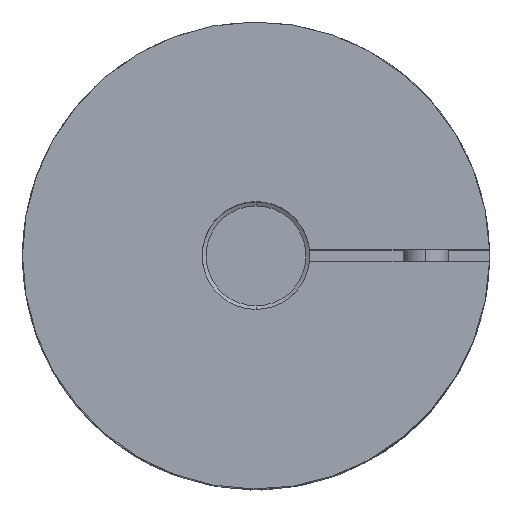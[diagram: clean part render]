
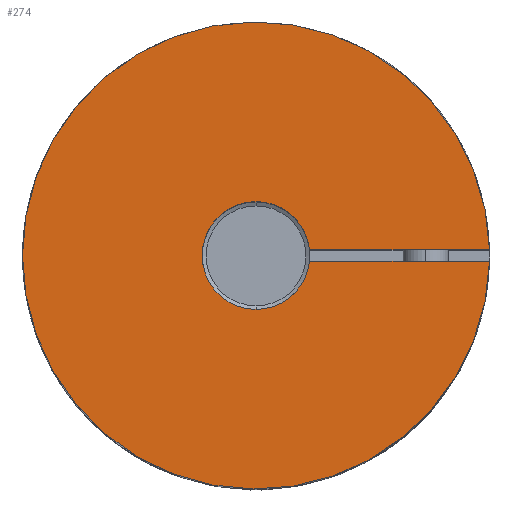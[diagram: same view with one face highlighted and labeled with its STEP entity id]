
A CAD part, top view. The second image highlights one B-rep face of the part: STEP entity #274.
In plain terms, the highlighted planar face has unit normal (0, 0, 1).
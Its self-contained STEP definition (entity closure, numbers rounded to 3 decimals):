
#274=ADVANCED_FACE('',(#605),#606,.T.);
#605=FACE_OUTER_BOUND('',#907,.T.);
#606=PLANE('',#908);
#907=EDGE_LOOP('',(#1413,#1414,#1415,#1416,#1417,#1418,#1419));
#908=AXIS2_PLACEMENT_3D('',#1420,#1421,#1422);
#1413=ORIENTED_EDGE('',*,*,#2267,.T.);
#1414=ORIENTED_EDGE('',*,*,#2219,.T.);
#1415=ORIENTED_EDGE('',*,*,#2272,.T.);
#1416=ORIENTED_EDGE('',*,*,#2216,.T.);
#1417=ORIENTED_EDGE('',*,*,#2271,.T.);
#1418=ORIENTED_EDGE('',*,*,#2177,.T.);
#1419=ORIENTED_EDGE('',*,*,#2273,.T.);
#1420=CARTESIAN_POINT('',(0.0,0.0,25.4));
#1421=DIRECTION('',(0.0,0.0,1.0));
#1422=DIRECTION('',(1.0,0.0,0.0));
#2177=EDGE_CURVE('',#2541,#2538,#2542,.T.);
#2216=EDGE_CURVE('',#2612,#2616,#2618,.T.);
#2219=EDGE_CURVE('',#2623,#2621,#2624,.T.);
#2267=EDGE_CURVE('',#2701,#2623,#2702,.T.);
#2271=EDGE_CURVE('',#2616,#2541,#2706,.T.);
#2272=EDGE_CURVE('',#2621,#2612,#2707,.T.);
#2273=EDGE_CURVE('',#2538,#2701,#2708,.T.);
#2538=VERTEX_POINT('',#2980);
#2541=VERTEX_POINT('',#2984);
#2542=CIRCLE('',#2985,20.65);
#2612=VERTEX_POINT('',#3163);
#2616=VERTEX_POINT('',#3168);
#2618=CIRCLE('',#3171,4.765);
#2621=VERTEX_POINT('',#3175);
#2623=VERTEX_POINT('',#3178);
#2624=CIRCLE('',#3179,4.765);
#2701=VERTEX_POINT('',#3339);
#2702=LINE('',#3340,#3341);
#2706=LINE('',#3347,#3348);
#2707=CIRCLE('',#3349,4.765);
#2708=CIRCLE('',#3350,20.65);
#2980=CARTESIAN_POINT('',(-20.65,0.,25.4));
#2984=CARTESIAN_POINT('',(20.644,0.5,25.4));
#2985=AXIS2_PLACEMENT_3D('',#3919,#3920,#3921);
#3163=CARTESIAN_POINT('',(0.,4.765,25.4));
#3168=CARTESIAN_POINT('',(4.739,0.5,25.4));
#3171=AXIS2_PLACEMENT_3D('',#3989,#3990,#3991);
#3175=CARTESIAN_POINT('',(0.,-4.765,25.4));
#3178=CARTESIAN_POINT('',(4.739,-0.5,25.4));
#3179=AXIS2_PLACEMENT_3D('',#3994,#3995,#3996);
#3339=CARTESIAN_POINT('',(20.644,-0.5,25.4));
#3340=CARTESIAN_POINT('',(10.325,-0.5,25.4));
#3341=VECTOR('',#4074,1.0);
#3347=CARTESIAN_POINT('',(10.325,0.5,25.4));
#3348=VECTOR('',#4080,1.0);
#3349=AXIS2_PLACEMENT_3D('',#4081,#4082,#4083);
#3350=AXIS2_PLACEMENT_3D('',#4084,#4085,#4086);
#3919=CARTESIAN_POINT('',(0.0,0.0,25.4));
#3920=DIRECTION('',(0.0,0.0,1.0));
#3921=DIRECTION('',(1.0,0.0,0.0));
#3989=CARTESIAN_POINT('',(0.,0.0,25.4));
#3990=DIRECTION('',(0.0,0.0,-1.0));
#3991=DIRECTION('',(0.0,1.0,0.0));
#3994=CARTESIAN_POINT('',(0.,0.0,25.4));
#3995=DIRECTION('',(0.0,0.0,-1.0));
#3996=DIRECTION('',(0.0,1.0,0.0));
#4074=DIRECTION('',(-1.0,0.0,0.0));
#4080=DIRECTION('',(1.0,0.0,0.0));
#4081=CARTESIAN_POINT('',(0.,0.0,25.4));
#4082=DIRECTION('',(0.0,0.0,-1.0));
#4083=DIRECTION('',(0.0,1.0,0.0));
#4084=CARTESIAN_POINT('',(0.0,0.0,25.4));
#4085=DIRECTION('',(0.0,0.0,1.0));
#4086=DIRECTION('',(1.0,0.0,0.0));
